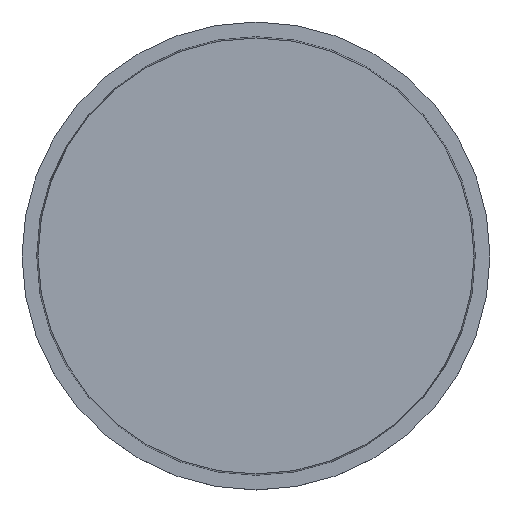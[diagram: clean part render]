
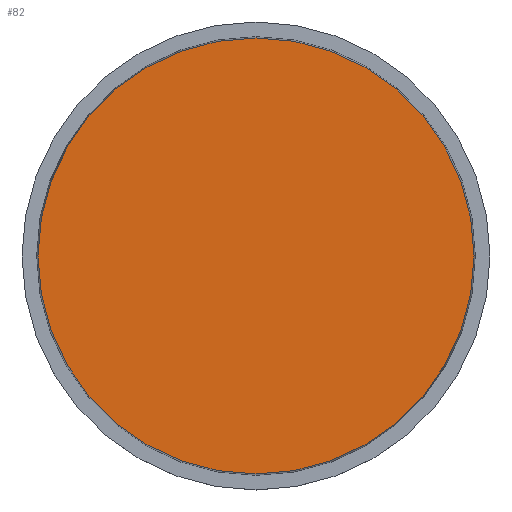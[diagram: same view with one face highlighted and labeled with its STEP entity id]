
A CAD part, top view. The second image highlights one B-rep face of the part: STEP entity #82.
In plain terms, the highlighted planar face has unit normal (0, 0, 1).
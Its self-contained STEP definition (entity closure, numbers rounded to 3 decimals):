
#82=ADVANCED_FACE('',(#110),#111,.T.);
#110=FACE_OUTER_BOUND('',#151,.T.);
#111=PLANE('',#152);
#151=EDGE_LOOP('',(#742));
#152=AXIS2_PLACEMENT_3D('',#743,#744,#745);
#742=ORIENTED_EDGE('',*,*,#858,.F.);
#743=CARTESIAN_POINT('',(31.049,0.0,36.487));
#744=DIRECTION('',(0.,0.0,1.0));
#745=DIRECTION('',(1.0,0.0,0.));
#858=EDGE_CURVE('',#877,#877,#878,.T.);
#877=VERTEX_POINT('',#901);
#878=CIRCLE('',#902,31.049);
#901=CARTESIAN_POINT('',(-31.049,0.0,36.487));
#902=AXIS2_PLACEMENT_3D('',#932,#933,#934);
#932=CARTESIAN_POINT('',(0.,0.0,36.487));
#933=DIRECTION('',(0.,0.0,-1.0));
#934=DIRECTION('',(-1.0,0.0,0.));
